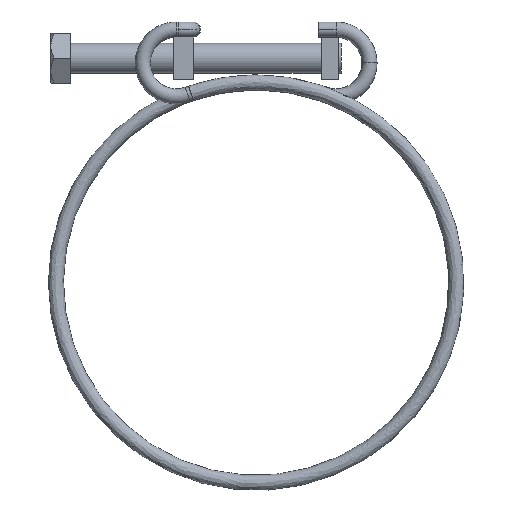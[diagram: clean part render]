
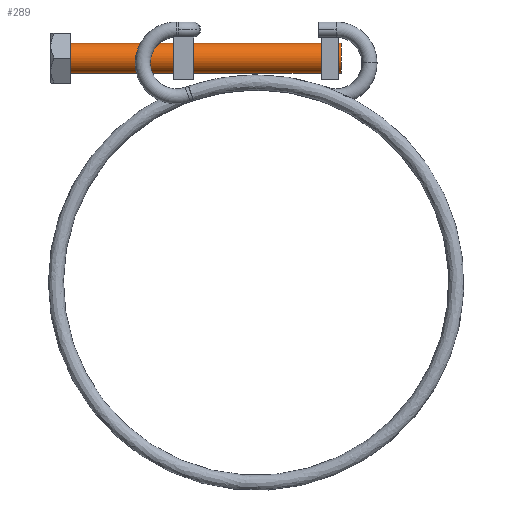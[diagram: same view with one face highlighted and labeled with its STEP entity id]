
A CAD part, top view. The second image highlights one B-rep face of the part: STEP entity #289.
In plain terms, the highlighted cylindrical face has radius 3 mm (diameter 6 mm), a partial arc.
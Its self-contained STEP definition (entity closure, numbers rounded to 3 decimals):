
#266 = EDGE_CURVE ( 'NONE', #1173, #614, #3682, .T. ) ;
#289 = ADVANCED_FACE ( 'NONE', ( #6785 ), #1216, .T. ) ;
#586 = ORIENTED_EDGE ( 'NONE', *, *, #1848, .F. ) ;
#592 = DIRECTION ( 'NONE',  ( 1., 0., 0. ) ) ;
#614 = VERTEX_POINT ( 'NONE', #4998 ) ;
#1041 = CARTESIAN_POINT ( 'NONE',  ( 16.966, 47.8, 0. ) ) ;
#1161 = ORIENTED_EDGE ( 'NONE', *, *, #266, .F. ) ;
#1173 = VERTEX_POINT ( 'NONE', #6914 ) ;
#1216 = CYLINDRICAL_SURFACE ( 'NONE', #5587, 3. ) ;
#1234 = AXIS2_PLACEMENT_3D ( 'NONE', #4122, #592, #8326 ) ;
#1385 = CARTESIAN_POINT ( 'NONE',  ( -37.034, 44.8, 0. ) ) ;
#1548 = CIRCLE ( 'NONE', #1234, 3. ) ;
#1698 = CARTESIAN_POINT ( 'NONE',  ( 16.966, 47.8, 0. ) ) ;
#1848 = EDGE_CURVE ( 'NONE', #6425, #1173, #1548, .T. ) ;
#2034 = CARTESIAN_POINT ( 'NONE',  ( -37.034, 47.8, 0. ) ) ;
#3030 = VERTEX_POINT ( 'NONE', #2034 ) ;
#3203 = CARTESIAN_POINT ( 'NONE',  ( 16.966, 44.8, 0. ) ) ;
#3387 = DIRECTION ( 'NONE',  ( 1., 0., 0. ) ) ;
#3682 = LINE ( 'NONE', #6477, #7189 ) ;
#4122 = CARTESIAN_POINT ( 'NONE',  ( 16.966, 44.8, 0. ) ) ;
#4335 = EDGE_CURVE ( 'NONE', #6425, #3030, #4455, .T. ) ;
#4455 = LINE ( 'NONE', #1698, #6742 ) ;
#4791 = CIRCLE ( 'NONE', #6547, 3. ) ;
#4998 = CARTESIAN_POINT ( 'NONE',  ( -37.034, 41.8, 0. ) ) ;
#5291 = DIRECTION ( 'NONE',  ( 0., -1., 0. ) ) ;
#5587 = AXIS2_PLACEMENT_3D ( 'NONE', #3203, #6695, #5291 ) ;
#5806 = DIRECTION ( 'NONE',  ( -1., 0., 0. ) ) ;
#5909 = DIRECTION ( 'NONE',  ( -1., 0., 0. ) ) ;
#6078 = DIRECTION ( 'NONE',  ( 0., 1., 0. ) ) ;
#6373 = ORIENTED_EDGE ( 'NONE', *, *, #4335, .T. ) ;
#6406 = ORIENTED_EDGE ( 'NONE', *, *, #7649, .T. ) ;
#6425 = VERTEX_POINT ( 'NONE', #1041 ) ;
#6477 = CARTESIAN_POINT ( 'NONE',  ( 16.966, 41.8, 0. ) ) ;
#6547 = AXIS2_PLACEMENT_3D ( 'NONE', #1385, #3387, #6078 ) ;
#6695 = DIRECTION ( 'NONE',  ( -1., 0., 0. ) ) ;
#6742 = VECTOR ( 'NONE', #5909, 1000. ) ;
#6785 = FACE_OUTER_BOUND ( 'NONE', #7137, .T. ) ;
#6914 = CARTESIAN_POINT ( 'NONE',  ( 16.966, 41.8, 0. ) ) ;
#7137 = EDGE_LOOP ( 'NONE', ( #586, #6373, #6406, #1161 ) ) ;
#7189 = VECTOR ( 'NONE', #5806, 1000. ) ;
#7649 = EDGE_CURVE ( 'NONE', #3030, #614, #4791, .T. ) ;
#8326 = DIRECTION ( 'NONE',  ( 0., 1., 0. ) ) ;
